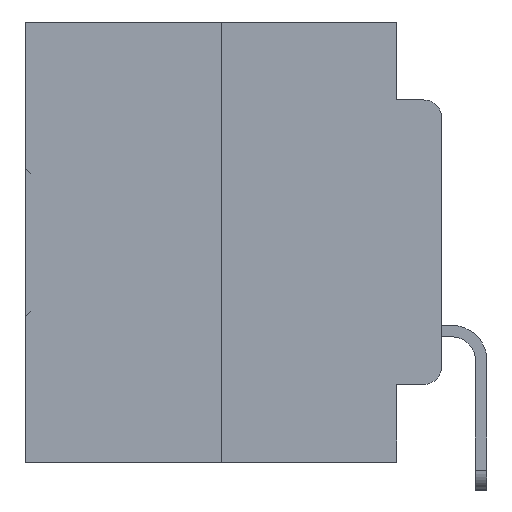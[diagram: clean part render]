
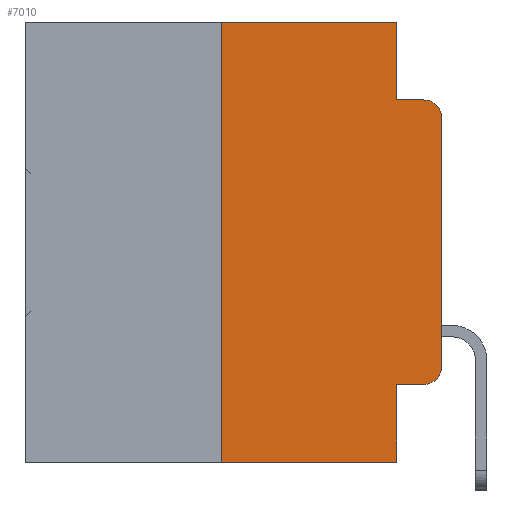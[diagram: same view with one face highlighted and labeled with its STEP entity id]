
A CAD part, left-side view. The second image highlights one B-rep face of the part: STEP entity #7010.
In plain terms, the highlighted planar face has unit normal (-1, 0, 0).
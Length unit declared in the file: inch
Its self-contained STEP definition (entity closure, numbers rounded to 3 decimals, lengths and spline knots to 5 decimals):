
#434 = VECTOR ( 'NONE', #710, 39.37008 ) ;
#710 = DIRECTION ( 'NONE',  ( 0., 0., -1. ) ) ;
#818 = CARTESIAN_POINT ( 'NONE',  ( 0., 0.051, 0. ) ) ;
#1767 = CARTESIAN_POINT ( 'NONE',  ( 0., 0.051, -0.5 ) ) ;
#2369 = VECTOR ( 'NONE', #28012, 39.37008 ) ;
#2470 = VERTEX_POINT ( 'NONE', #32596 ) ;
#2531 = CIRCLE ( 'NONE', #28190, 0.02 ) ;
#2915 = CARTESIAN_POINT ( 'NONE',  ( 0., 0.25, 0. ) ) ;
#3622 = CARTESIAN_POINT ( 'NONE',  ( 0., 0.051, 0. ) ) ;
#4073 = DIRECTION ( 'NONE',  ( -1., 0., 0. ) ) ;
#4697 = EDGE_CURVE ( 'NONE', #28299, #22125, #2531, .T. ) ;
#4773 = CARTESIAN_POINT ( 'NONE',  ( 0., 0.473, -0.5 ) ) ;
#5352 = CARTESIAN_POINT ( 'NONE',  ( 0., 0.051, -0.0885 ) ) ;
#7010 = ADVANCED_FACE ( 'NONE', ( #7974 ), #25125, .F. ) ;
#7228 = EDGE_CURVE ( 'NONE', #2470, #13223, #19697, .T. ) ;
#7974 = FACE_OUTER_BOUND ( 'NONE', #11981, .T. ) ;
#8530 = ORIENTED_EDGE ( 'NONE', *, *, #32442, .F. ) ;
#8834 = CARTESIAN_POINT ( 'NONE',  ( 0., 0., -0.1085 ) ) ;
#8855 = EDGE_CURVE ( 'NONE', #31096, #8963, #18606, .T. ) ;
#8963 = VERTEX_POINT ( 'NONE', #12829 ) ;
#9008 = EDGE_CURVE ( 'NONE', #2470, #17587, #26191, .T. ) ;
#9079 = EDGE_CURVE ( 'NONE', #8963, #28299, #16638, .T. ) ;
#9133 = VECTOR ( 'NONE', #24430, 39.37008 ) ;
#9259 = AXIS2_PLACEMENT_3D ( 'NONE', #19800, #4073, #22247 ) ;
#9870 = ORIENTED_EDGE ( 'NONE', *, *, #30094, .T. ) ;
#10802 = DIRECTION ( 'NONE',  ( 0., -1., 0. ) ) ;
#11772 = CARTESIAN_POINT ( 'NONE',  ( 0., 0.051, -0.4115 ) ) ;
#11981 = EDGE_LOOP ( 'NONE', ( #17966, #28876, #15531, #8530, #28506, #15569, #20634, #25604, #9870, #32548 ) ) ;
#12829 = CARTESIAN_POINT ( 'NONE',  ( 0., 0., -0.3915 ) ) ;
#12976 = VECTOR ( 'NONE', #21219, 39.37008 ) ;
#13223 = VERTEX_POINT ( 'NONE', #30452 ) ;
#13232 = CARTESIAN_POINT ( 'NONE',  ( 0., 0.02, -0.1085 ) ) ;
#15144 = VECTOR ( 'NONE', #29003, 39.37008 ) ;
#15155 = CARTESIAN_POINT ( 'NONE',  ( 0., 0.473, 0. ) ) ;
#15263 = DIRECTION ( 'NONE',  ( 0., 0., -1. ) ) ;
#15531 = ORIENTED_EDGE ( 'NONE', *, *, #28129, .F. ) ;
#15569 = ORIENTED_EDGE ( 'NONE', *, *, #7228, .F. ) ;
#15609 = VERTEX_POINT ( 'NONE', #31438 ) ;
#15815 = DIRECTION ( 'NONE',  ( 0., 0., -1. ) ) ;
#16076 = DIRECTION ( 'NONE',  ( 0., -1., 0. ) ) ;
#16090 = LINE ( 'NONE', #818, #9133 ) ;
#16638 = LINE ( 'NONE', #18409, #2369 ) ;
#17587 = VERTEX_POINT ( 'NONE', #1767 ) ;
#17671 = VECTOR ( 'NONE', #16076, 39.37008 ) ;
#17966 = ORIENTED_EDGE ( 'NONE', *, *, #9079, .T. ) ;
#18409 = CARTESIAN_POINT ( 'NONE',  ( 0., 0., 0. ) ) ;
#18606 = CIRCLE ( 'NONE', #9259, 0.02 ) ;
#19011 = CARTESIAN_POINT ( 'NONE',  ( 0., 0.02, -0.0885 ) ) ;
#19697 = LINE ( 'NONE', #2915, #12976 ) ;
#19742 = VECTOR ( 'NONE', #25357, 39.37008 ) ;
#19800 = CARTESIAN_POINT ( 'NONE',  ( 0., 0.02, -0.3915 ) ) ;
#20608 = VERTEX_POINT ( 'NONE', #22269 ) ;
#20634 = ORIENTED_EDGE ( 'NONE', *, *, #9008, .T. ) ;
#21171 = AXIS2_PLACEMENT_3D ( 'NONE', #15155, #29834, #15263 ) ;
#21219 = DIRECTION ( 'NONE',  ( 0., 0., 1. ) ) ;
#21746 = LINE ( 'NONE', #11772, #15144 ) ;
#22125 = VERTEX_POINT ( 'NONE', #19011 ) ;
#22247 = DIRECTION ( 'NONE',  ( 0., 0., -1. ) ) ;
#22269 = CARTESIAN_POINT ( 'NONE',  ( 0., 0.051, -0.0885 ) ) ;
#24193 = LINE ( 'NONE', #5352, #17671 ) ;
#24430 = DIRECTION ( 'NONE',  ( 0., 0., -1. ) ) ;
#25125 = PLANE ( 'NONE',  #21171 ) ;
#25357 = DIRECTION ( 'NONE',  ( 0., -1., 0. ) ) ;
#25472 = EDGE_CURVE ( 'NONE', #13223, #15609, #25572, .T. ) ;
#25572 = LINE ( 'NONE', #25778, #26299 ) ;
#25604 = ORIENTED_EDGE ( 'NONE', *, *, #27556, .F. ) ;
#25778 = CARTESIAN_POINT ( 'NONE',  ( 0., 0.473, 0. ) ) ;
#25950 = CARTESIAN_POINT ( 'NONE',  ( 0., 0.051, -0.4115 ) ) ;
#26191 = LINE ( 'NONE', #4773, #19742 ) ;
#26299 = VECTOR ( 'NONE', #10802, 39.37008 ) ;
#27556 = EDGE_CURVE ( 'NONE', #29898, #17587, #16090, .T. ) ;
#27974 = LINE ( 'NONE', #3622, #434 ) ;
#28012 = DIRECTION ( 'NONE',  ( 0., 0., 1. ) ) ;
#28129 = EDGE_CURVE ( 'NONE', #20608, #22125, #24193, .T. ) ;
#28190 = AXIS2_PLACEMENT_3D ( 'NONE', #13232, #30325, #15815 ) ;
#28299 = VERTEX_POINT ( 'NONE', #8834 ) ;
#28506 = ORIENTED_EDGE ( 'NONE', *, *, #25472, .F. ) ;
#28876 = ORIENTED_EDGE ( 'NONE', *, *, #4697, .T. ) ;
#29003 = DIRECTION ( 'NONE',  ( 0., -1., 0. ) ) ;
#29114 = CARTESIAN_POINT ( 'NONE',  ( 0., 0.02, -0.4115 ) ) ;
#29834 = DIRECTION ( 'NONE',  ( 1., 0., 0. ) ) ;
#29898 = VERTEX_POINT ( 'NONE', #25950 ) ;
#30094 = EDGE_CURVE ( 'NONE', #29898, #31096, #21746, .T. ) ;
#30325 = DIRECTION ( 'NONE',  ( -1., 0., 0. ) ) ;
#30452 = CARTESIAN_POINT ( 'NONE',  ( 0., 0.25, 0. ) ) ;
#31096 = VERTEX_POINT ( 'NONE', #29114 ) ;
#31438 = CARTESIAN_POINT ( 'NONE',  ( 0., 0.051, 0. ) ) ;
#32442 = EDGE_CURVE ( 'NONE', #15609, #20608, #27974, .T. ) ;
#32548 = ORIENTED_EDGE ( 'NONE', *, *, #8855, .T. ) ;
#32596 = CARTESIAN_POINT ( 'NONE',  ( 0., 0.25, -0.5 ) ) ;
